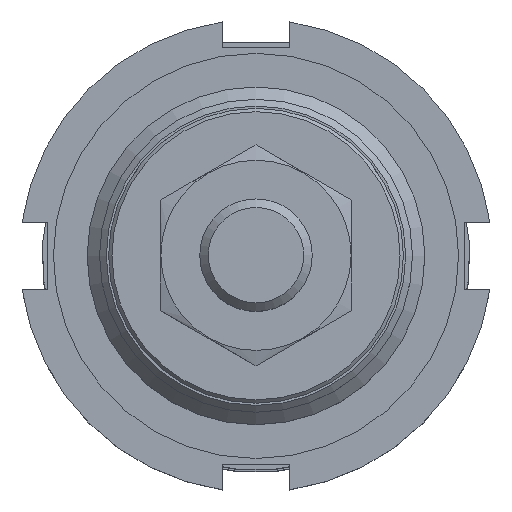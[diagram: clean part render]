
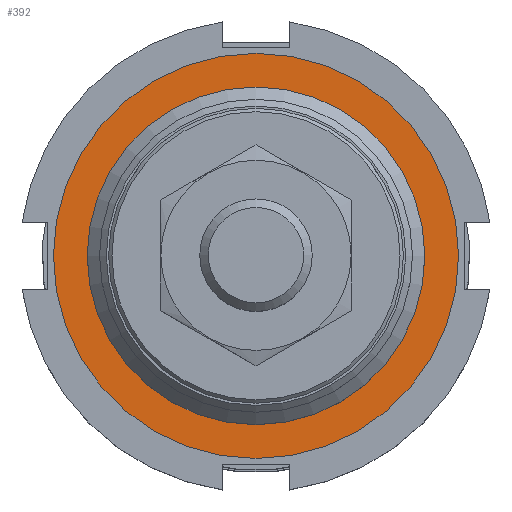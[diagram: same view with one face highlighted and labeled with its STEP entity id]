
A CAD part, top view. The second image highlights one B-rep face of the part: STEP entity #392.
In plain terms, the highlighted planar face has unit normal (0, 0, 1).
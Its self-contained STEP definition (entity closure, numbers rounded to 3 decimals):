
#392 = ADVANCED_FACE( '', ( #806, #807 ), #808, .F. );
#806 = FACE_OUTER_BOUND( '', #1250, .T. );
#807 = FACE_BOUND( '', #1251, .T. );
#808 = PLANE( '', #1252 );
#1250 = EDGE_LOOP( '', ( #2059 ) );
#1251 = EDGE_LOOP( '', ( #2060 ) );
#1252 = AXIS2_PLACEMENT_3D( '', #2061, #2062, #2063 );
#2059 = ORIENTED_EDGE( '', *, *, #2487, .F. );
#2060 = ORIENTED_EDGE( '', *, *, #2574, .T. );
#2061 = CARTESIAN_POINT( '', ( 0., 0., 4. ) );
#2062 = DIRECTION( '', ( 0., 0., -1. ) );
#2063 = DIRECTION( '', ( -1., 0., 0. ) );
#2487 = EDGE_CURVE( '', #2936, #2936, #2937, .T. );
#2574 = EDGE_CURVE( '', #3072, #3072, #3073, .T. );
#2936 = VERTEX_POINT( '', #3575 );
#2937 = CIRCLE( '', #3576, 18. );
#3072 = VERTEX_POINT( '', #3774 );
#3073 = CIRCLE( '', #3775, 15. );
#3575 = CARTESIAN_POINT( '', ( -18., 0., 4. ) );
#3576 = AXIS2_PLACEMENT_3D( '', #4249, #4250, #4251 );
#3774 = CARTESIAN_POINT( '', ( -15., 0., 4. ) );
#3775 = AXIS2_PLACEMENT_3D( '', #4348, #4349, #4350 );
#4249 = CARTESIAN_POINT( '', ( 0., 0., 4. ) );
#4250 = DIRECTION( '', ( 0., 0., -1. ) );
#4251 = DIRECTION( '', ( -1., 0., 0. ) );
#4348 = CARTESIAN_POINT( '', ( 0., 0., 4. ) );
#4349 = DIRECTION( '', ( 0., 0., -1. ) );
#4350 = DIRECTION( '', ( -1., 0., 0. ) );
